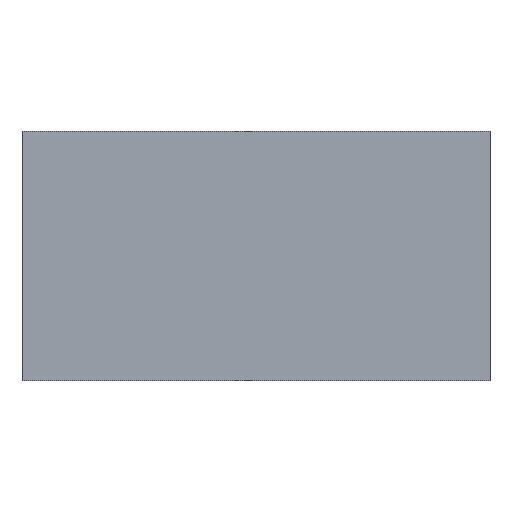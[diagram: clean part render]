
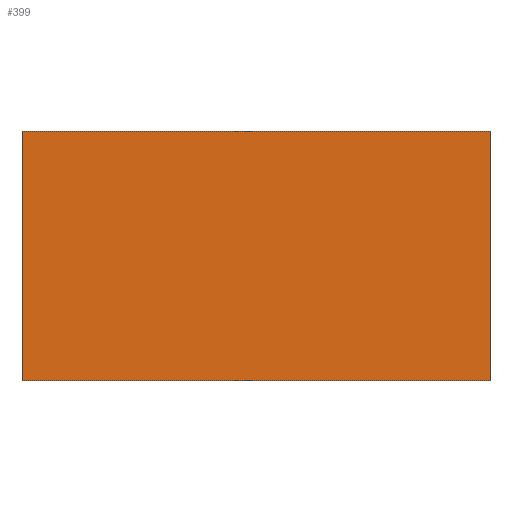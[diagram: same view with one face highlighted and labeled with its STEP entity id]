
A CAD part, front view. The second image highlights one B-rep face of the part: STEP entity #399.
In plain terms, the highlighted planar face has unit normal (0, -1, 0).
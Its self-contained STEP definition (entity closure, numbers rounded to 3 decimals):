
#55=FACE_OUTER_BOUND('',#79,.T.);
#79=EDGE_LOOP('',(#355,#356,#357,#358));
#115=LINE('',#660,#157);
#118=LINE('',#665,#160);
#121=LINE('',#670,#163);
#122=LINE('',#672,#164);
#157=VECTOR('',#545,10.);
#160=VECTOR('',#550,10.);
#163=VECTOR('',#555,10.);
#164=VECTOR('',#558,10.);
#197=VERTEX_POINT('',#658);
#198=VERTEX_POINT('',#659);
#199=VERTEX_POINT('',#664);
#200=VERTEX_POINT('',#668);
#247=EDGE_CURVE('',#197,#198,#115,.T.);
#250=EDGE_CURVE('',#199,#198,#118,.T.);
#253=EDGE_CURVE('',#197,#200,#121,.T.);
#254=EDGE_CURVE('',#199,#200,#122,.T.);
#355=ORIENTED_EDGE('',*,*,#253,.T.);
#356=ORIENTED_EDGE('',*,*,#254,.F.);
#357=ORIENTED_EDGE('',*,*,#250,.T.);
#358=ORIENTED_EDGE('',*,*,#247,.F.);
#377=PLANE('',#447);
#399=ADVANCED_FACE('',(#55),#377,.T.);
#447=AXIS2_PLACEMENT_3D('',#671,#556,#557);
#545=DIRECTION('',(1.,0.,0.));
#550=DIRECTION('',(0.,0.,1.));
#555=DIRECTION('',(0.,0.,-1.));
#556=DIRECTION('center_axis',(0.,-1.,0.));
#557=DIRECTION('ref_axis',(-1.,0.,0.));
#558=DIRECTION('',(-1.,0.,0.));
#658=CARTESIAN_POINT('',(-175.,-114.,12.));
#659=CARTESIAN_POINT('',(-25.,-114.,12.));
#660=CARTESIAN_POINT('',(-25.,-114.,12.));
#664=CARTESIAN_POINT('',(-25.,-114.,-68.));
#665=CARTESIAN_POINT('',(-25.,-114.,0.));
#668=CARTESIAN_POINT('',(-175.,-114.,-68.));
#670=CARTESIAN_POINT('',(-175.,-114.,0.));
#671=CARTESIAN_POINT('Origin',(-25.,-114.,0.));
#672=CARTESIAN_POINT('',(-25.,-114.,-68.));
